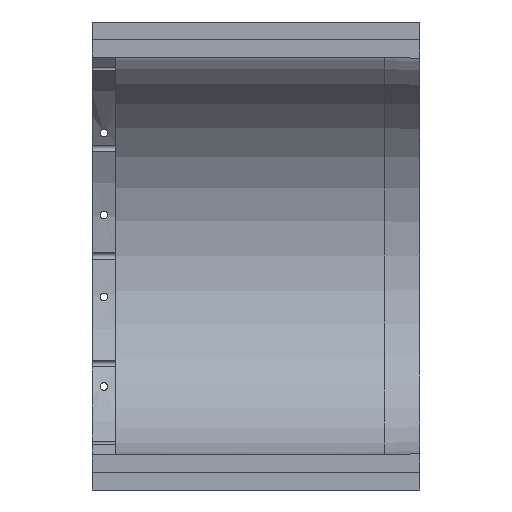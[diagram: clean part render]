
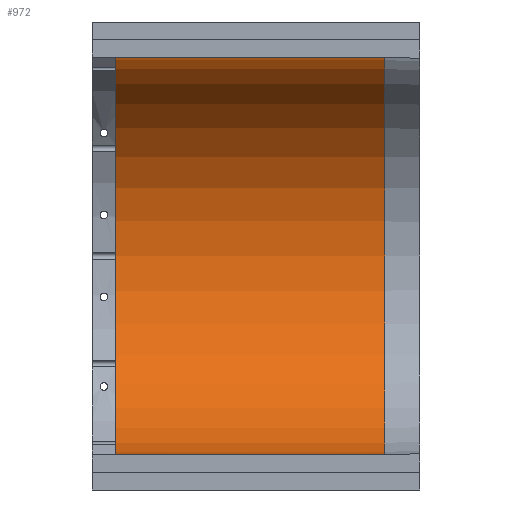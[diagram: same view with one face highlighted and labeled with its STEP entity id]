
A CAD part, left-side view. The second image highlights one B-rep face of the part: STEP entity #972.
In plain terms, the highlighted cylindrical face has radius 85 mm (diameter 170 mm), a partial arc.
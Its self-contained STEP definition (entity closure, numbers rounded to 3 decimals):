
#38=FACE_BOUND('',#173,.T.);
#83=CIRCLE('',#1059,85.);
#85=CIRCLE('',#1062,85.);
#124=FACE_OUTER_BOUND('',#172,.T.);
#172=EDGE_LOOP('',(#727,#728,#729,#730));
#173=EDGE_LOOP('',(#731,#732));
#248=LINE('',#1812,#321);
#249=LINE('',#1815,#322);
#321=VECTOR('',#1215,10.);
#322=VECTOR('',#1218,10.);
#390=B_SPLINE_CURVE_WITH_KNOTS('',3,(#1818,#1819,#1820,#1821,#1822,#1823,
#1824,#1825,#1826,#1827,#1828,#1829,#1830,#1831,#1832,#1833,#1834,#1835),
 .UNSPECIFIED.,.F.,.F.,(4,2,2,2,2,2,2,2,4),(0.,0.066,0.132,
0.198,0.264,0.33,0.396,
0.462,0.528),.UNSPECIFIED.);
#391=B_SPLINE_CURVE_WITH_KNOTS('',3,(#1836,#1837,#1838,#1839,#1840,#1841,
#1842,#1843,#1844,#1845,#1846,#1847,#1848,#1849,#1850,#1851,#1852,#1853),
 .UNSPECIFIED.,.F.,.F.,(4,2,2,2,2,2,2,2,4),(0.528,0.594,
0.66,0.726,0.792,0.858,0.924,
0.99,1.056),.UNSPECIFIED.);
#439=VERTEX_POINT('',#1784);
#441=VERTEX_POINT('',#1790);
#447=VERTEX_POINT('',#1811);
#448=VERTEX_POINT('',#1813);
#449=VERTEX_POINT('',#1816);
#450=VERTEX_POINT('',#1817);
#557=EDGE_CURVE('',#441,#439,#83,.T.);
#559=EDGE_CURVE('',#447,#439,#248,.T.);
#560=EDGE_CURVE('',#447,#448,#85,.T.);
#561=EDGE_CURVE('',#441,#448,#249,.T.);
#562=EDGE_CURVE('',#449,#450,#390,.T.);
#563=EDGE_CURVE('',#450,#449,#391,.T.);
#727=ORIENTED_EDGE('',*,*,#557,.T.);
#728=ORIENTED_EDGE('',*,*,#559,.F.);
#729=ORIENTED_EDGE('',*,*,#560,.T.);
#730=ORIENTED_EDGE('',*,*,#561,.F.);
#731=ORIENTED_EDGE('',*,*,#562,.T.);
#732=ORIENTED_EDGE('',*,*,#563,.T.);
#944=CYLINDRICAL_SURFACE('',#1061,85.);
#972=ADVANCED_FACE('',(#124,#38),#944,.F.);
#1059=AXIS2_PLACEMENT_3D('',#1808,#1209,#1210);
#1061=AXIS2_PLACEMENT_3D('',#1810,#1213,#1214);
#1062=AXIS2_PLACEMENT_3D('',#1814,#1216,#1217);
#1209=DIRECTION('center_axis',(0.,1.,0.));
#1210=DIRECTION('ref_axis',(0.,0.,1.));
#1213=DIRECTION('center_axis',(0.,-1.,0.));
#1214=DIRECTION('ref_axis',(0.,0.,1.));
#1215=DIRECTION('',(0.,1.,0.));
#1216=DIRECTION('center_axis',(0.,-1.,0.));
#1217=DIRECTION('ref_axis',(0.,0.,1.));
#1218=DIRECTION('',(0.,-1.,0.));
#1784=CARTESIAN_POINT('',(75.,-270.,-85.));
#1790=CARTESIAN_POINT('',(75.,-270.,85.));
#1808=CARTESIAN_POINT('Origin',(75.,-270.,0.));
#1810=CARTESIAN_POINT('Origin',(75.,0.,0.));
#1811=CARTESIAN_POINT('',(75.,-385.,-85.));
#1812=CARTESIAN_POINT('',(75.,0.,-85.));
#1813=CARTESIAN_POINT('',(75.,-385.,85.));
#1814=CARTESIAN_POINT('Origin',(75.,-385.,0.));
#1815=CARTESIAN_POINT('',(75.,0.,85.));
#1816=CARTESIAN_POINT('',(78.25,-353.75,-84.938));
#1817=CARTESIAN_POINT('',(81.75,-353.75,-84.732));
#1818=CARTESIAN_POINT('Ctrl Pts',(78.25,-353.75,-84.938));
#1819=CARTESIAN_POINT('Ctrl Pts',(78.25,-353.53,-84.938));
#1820=CARTESIAN_POINT('Ctrl Pts',(78.294,-353.296,-84.936));
#1821=CARTESIAN_POINT('Ctrl Pts',(78.472,-352.865,-84.929));
#1822=CARTESIAN_POINT('Ctrl Pts',(78.607,-352.668,-84.924));
#1823=CARTESIAN_POINT('Ctrl Pts',(78.918,-352.357,-84.91));
#1824=CARTESIAN_POINT('Ctrl Pts',(79.115,-352.223,-84.901));
#1825=CARTESIAN_POINT('Ctrl Pts',(79.546,-352.044,-84.879));
#1826=CARTESIAN_POINT('Ctrl Pts',(79.78,-352.,-84.866));
#1827=CARTESIAN_POINT('Ctrl Pts',(80.22,-352.,-84.84));
#1828=CARTESIAN_POINT('Ctrl Pts',(80.454,-352.044,-84.825));
#1829=CARTESIAN_POINT('Ctrl Pts',(80.886,-352.223,-84.796));
#1830=CARTESIAN_POINT('Ctrl Pts',(81.083,-352.358,-84.782));
#1831=CARTESIAN_POINT('Ctrl Pts',(81.393,-352.668,-84.759));
#1832=CARTESIAN_POINT('Ctrl Pts',(81.528,-352.865,-84.749));
#1833=CARTESIAN_POINT('Ctrl Pts',(81.706,-353.296,-84.735));
#1834=CARTESIAN_POINT('Ctrl Pts',(81.75,-353.53,-84.732));
#1835=CARTESIAN_POINT('Ctrl Pts',(81.75,-353.75,-84.732));
#1836=CARTESIAN_POINT('Ctrl Pts',(81.75,-353.75,-84.732));
#1837=CARTESIAN_POINT('Ctrl Pts',(81.75,-353.97,-84.732));
#1838=CARTESIAN_POINT('Ctrl Pts',(81.706,-354.204,-84.735));
#1839=CARTESIAN_POINT('Ctrl Pts',(81.528,-354.635,-84.749));
#1840=CARTESIAN_POINT('Ctrl Pts',(81.393,-354.832,-84.759));
#1841=CARTESIAN_POINT('Ctrl Pts',(81.083,-355.142,-84.782));
#1842=CARTESIAN_POINT('Ctrl Pts',(80.886,-355.277,-84.796));
#1843=CARTESIAN_POINT('Ctrl Pts',(80.454,-355.456,-84.825));
#1844=CARTESIAN_POINT('Ctrl Pts',(80.22,-355.5,-84.84));
#1845=CARTESIAN_POINT('Ctrl Pts',(79.78,-355.5,-84.866));
#1846=CARTESIAN_POINT('Ctrl Pts',(79.546,-355.456,-84.879));
#1847=CARTESIAN_POINT('Ctrl Pts',(79.115,-355.277,-84.901));
#1848=CARTESIAN_POINT('Ctrl Pts',(78.918,-355.143,-84.91));
#1849=CARTESIAN_POINT('Ctrl Pts',(78.607,-354.832,-84.924));
#1850=CARTESIAN_POINT('Ctrl Pts',(78.472,-354.635,-84.929));
#1851=CARTESIAN_POINT('Ctrl Pts',(78.294,-354.204,-84.936));
#1852=CARTESIAN_POINT('Ctrl Pts',(78.25,-353.97,-84.938));
#1853=CARTESIAN_POINT('Ctrl Pts',(78.25,-353.75,-84.938));
